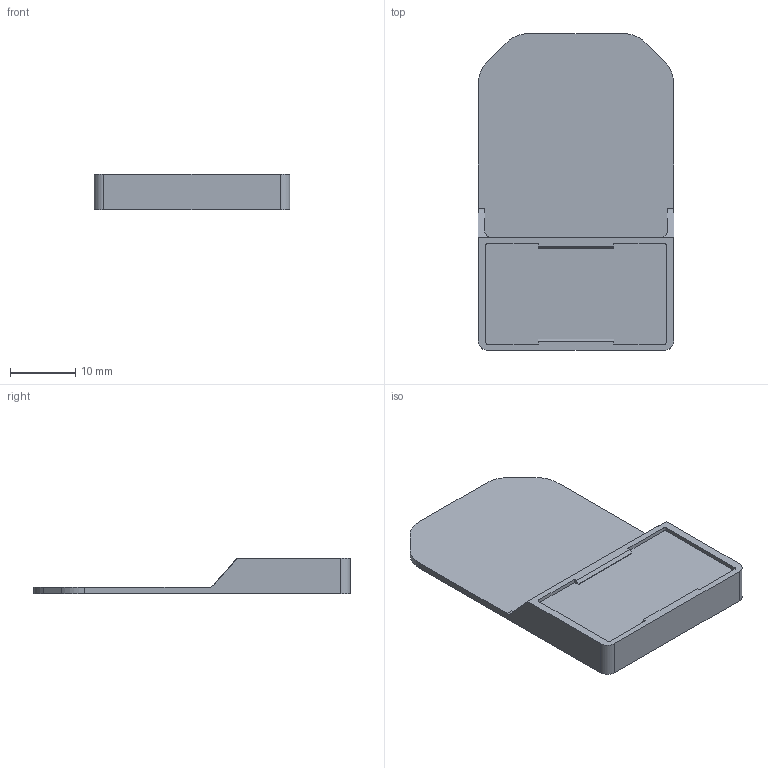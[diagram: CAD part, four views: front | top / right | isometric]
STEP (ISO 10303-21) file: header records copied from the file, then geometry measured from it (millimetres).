
FILE_DESCRIPTION (( 'STEP AP214' ), '1' );
FILE_NAME ('508700_Y-BEK S.STP', '2013-11-18T06:52:33', ( 'arge' ), ( 'Microsoft' ), 'SwSTEP 2.0', 'SolidWorks 2013', '' );
FILE_SCHEMA (( 'AUTOMOTIVE_DESIGN' ));
Length unit declared in the file: millimetre
Products named in the file (1): 508700_Y-BEK S
Bounding box: 30 x 48.5 x 5.5 mm (x, y, z)
Volume: 3522.9 mm3; surface area: 3481.5 mm2
Topology: 1 solids, 1 shells, 43 faces, 118 edges, 78 vertices
Faces by surface type: plane 29, cylinder 14
Entity records: 1869 total; most frequent: CARTESIAN_POINT 246, ORIENTED_EDGE 236, DIRECTION 230, EDGE_CURVE 118, LINE 90, VECTOR 90, VERTEX_POINT 78, AXIS2_PLACEMENT_3D 70
